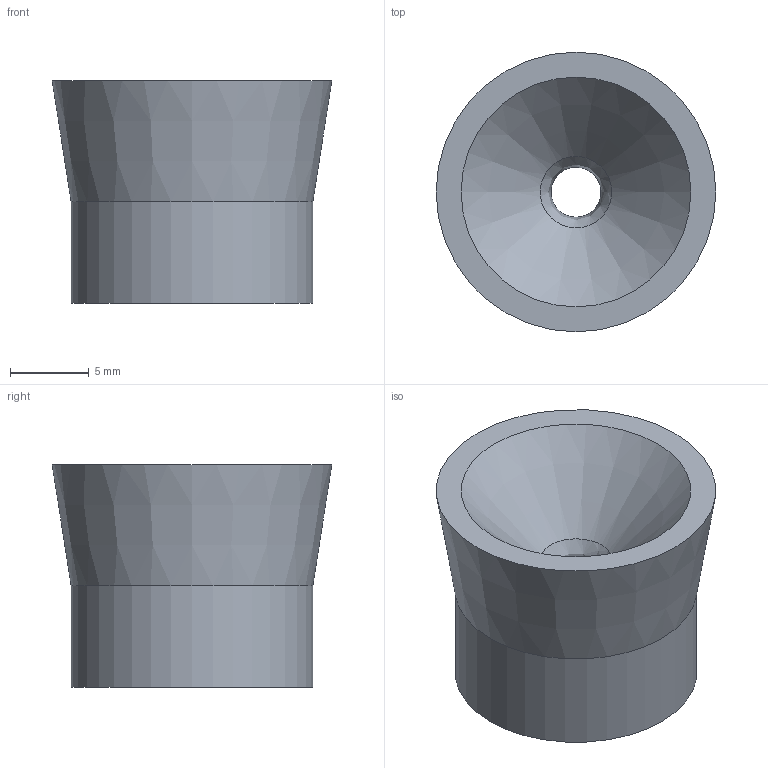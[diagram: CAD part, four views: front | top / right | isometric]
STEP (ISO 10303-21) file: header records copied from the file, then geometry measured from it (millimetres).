
FILE_DESCRIPTION(('FreeCAD Model'),'2;1');
FILE_NAME('Open CASCADE Shape Model','2022-11-29T07:28:04',('Author'),( ''),'Open CASCADE STEP processor 7.5','FreeCAD','Unknown');
FILE_SCHEMA(('AUTOMOTIVE_DESIGN { 1 0 10303 214 1 1 1 1 }'));
Length unit declared in the file: millimetre
Products named in the file (1): Body
Bounding box: 17.78 x 17.78 x 14.17 mm (x, y, z)
Volume: 1663.1 mm3; surface area: 1473.8 mm2
Topology: 1 solids, 1 shells, 9 faces, 15 edges, 9 vertices
Faces by surface type: plane 3, cylinder 3, cone 2, bspline 1
Full cylindrical faces by diameter (mm): 3.175 x1, 12.192 x1, 15.367 x1
Entity records: 294 total; most frequent: CARTESIAN_POINT 103, DIRECTION 37, ORIENTED_EDGE 30, AXIS2_PLACEMENT_3D 16, EDGE_CURVE 15, FACE_BOUND 12, EDGE_LOOP 12, ADVANCED_FACE 9
